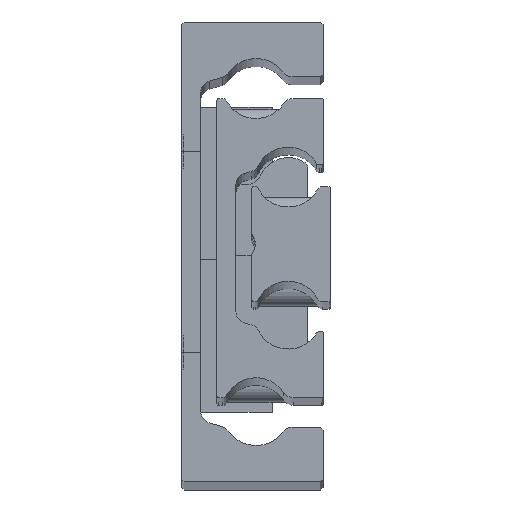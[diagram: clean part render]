
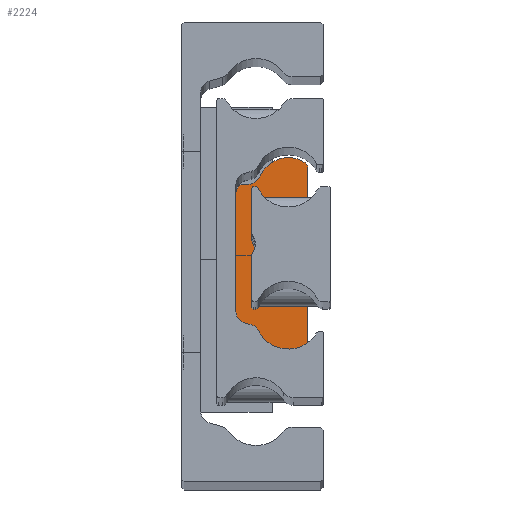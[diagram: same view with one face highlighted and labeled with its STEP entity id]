
A CAD part, top view. The second image highlights one B-rep face of the part: STEP entity #2224.
In plain terms, the highlighted planar face has unit normal (0, 0, 1).
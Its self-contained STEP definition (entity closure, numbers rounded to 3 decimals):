
#63 = VERTEX_POINT ( 'NONE', #3046 ) ;
#99 = VECTOR ( 'NONE', #729, 1000. ) ;
#117 = EDGE_CURVE ( 'NONE', #63, #3075, #5553, .T. ) ;
#133 = DIRECTION ( 'NONE',  ( -1., 0., 0. ) ) ;
#155 = CARTESIAN_POINT ( 'NONE',  ( 15.319, 0., 7.5 ) ) ;
#243 = AXIS2_PLACEMENT_3D ( 'NONE', #7055, #7712, #2168 ) ;
#260 = EDGE_CURVE ( 'NONE', #2268, #3266, #2970, .T. ) ;
#294 = CARTESIAN_POINT ( 'NONE',  ( 15.319, 0., 7.5 ) ) ;
#522 = CARTESIAN_POINT ( 'NONE',  ( 11.751, -3.4, 7.5 ) ) ;
#551 = EDGE_LOOP ( 'NONE', ( #2462, #4751, #4069, #2877, #2674, #7880, #1710, #7619, #744, #972, #5326, #4854, #6300 ) ) ;
#621 = CARTESIAN_POINT ( 'NONE',  ( -16.149, -0.442, 7.5 ) ) ;
#651 = DIRECTION ( 'NONE',  ( -1., 0., 0. ) ) ;
#662 = FACE_OUTER_BOUND ( 'NONE', #551, .T. ) ;
#717 = CARTESIAN_POINT ( 'NONE',  ( 10.926, -12.5, 7.5 ) ) ;
#729 = DIRECTION ( 'NONE',  ( -1., 0., 0. ) ) ;
#744 = ORIENTED_EDGE ( 'NONE', *, *, #1030, .T. ) ;
#752 = CARTESIAN_POINT ( 'NONE',  ( -12.426, -11., 7.5 ) ) ;
#808 = CIRCLE ( 'NONE', #6346, 1.5 ) ;
#813 = DIRECTION ( 'NONE',  ( -1., 0., 0. ) ) ;
#846 = DIRECTION ( 'NONE',  ( -1., 0., 0. ) ) ;
#940 = DIRECTION ( 'NONE',  ( 0., 0., 1. ) ) ;
#972 = ORIENTED_EDGE ( 'NONE', *, *, #6360, .T. ) ;
#1030 = EDGE_CURVE ( 'NONE', #1723, #7578, #4116, .T. ) ;
#1113 = VERTEX_POINT ( 'NONE', #752 ) ;
#1207 = EDGE_CURVE ( 'NONE', #3855, #63, #3725, .T. ) ;
#1308 = CARTESIAN_POINT ( 'NONE',  ( 15.319, -1., 7.5 ) ) ;
#1360 = AXIS2_PLACEMENT_3D ( 'NONE', #7175, #3465, #7098 ) ;
#1403 = DIRECTION ( 'NONE',  ( 0., 0., -1. ) ) ;
#1462 = AXIS2_PLACEMENT_3D ( 'NONE', #5219, #4743, #2821 ) ;
#1551 = VERTEX_POINT ( 'NONE', #717 ) ;
#1568 = CARTESIAN_POINT ( 'NONE',  ( -13.89, -8.249, 7.5 ) ) ;
#1710 = ORIENTED_EDGE ( 'NONE', *, *, #260, .T. ) ;
#1723 = VERTEX_POINT ( 'NONE', #1568 ) ;
#1855 = CARTESIAN_POINT ( 'NONE',  ( -10.926, -12.5, 7.5 ) ) ;
#2081 = CARTESIAN_POINT ( 'NONE',  ( 10.926, -11., 7.5 ) ) ;
#2091 = CARTESIAN_POINT ( 'NONE',  ( -17.051, -3.4, 7.5 ) ) ;
#2121 = VERTEX_POINT ( 'NONE', #7256 ) ;
#2146 = CARTESIAN_POINT ( 'NONE',  ( -12.416, -10.826, 7.5 ) ) ;
#2168 = DIRECTION ( 'NONE',  ( -1., 0., 0. ) ) ;
#2224 = ADVANCED_FACE ( 'NONE', ( #662 ), #6922, .T. ) ;
#2237 = CIRCLE ( 'NONE', #6879, 1. ) ;
#2239 = DIRECTION ( 'NONE',  ( -1., 0., 0. ) ) ;
#2268 = VERTEX_POINT ( 'NONE', #621 ) ;
#2445 = EDGE_CURVE ( 'NONE', #1551, #4606, #3887, .T. ) ;
#2462 = ORIENTED_EDGE ( 'NONE', *, *, #3140, .T. ) ;
#2480 = CIRCLE ( 'NONE', #5559, 5.3 ) ;
#2566 = DIRECTION ( 'NONE',  ( 0., 0., 1. ) ) ;
#2644 = DIRECTION ( 'NONE',  ( -1., 0., 0. ) ) ;
#2654 = CARTESIAN_POINT ( 'NONE',  ( -14.899, -10.536, 7.5 ) ) ;
#2670 = CARTESIAN_POINT ( 'NONE',  ( -15.319, -1., 7.5 ) ) ;
#2674 = ORIENTED_EDGE ( 'NONE', *, *, #5979, .T. ) ;
#2765 = EDGE_CURVE ( 'NONE', #3075, #3669, #7557, .T. ) ;
#2821 = DIRECTION ( 'NONE',  ( -1., 0., 0. ) ) ;
#2877 = ORIENTED_EDGE ( 'NONE', *, *, #2765, .T. ) ;
#2970 = CIRCLE ( 'NONE', #7497, 5.3 ) ;
#3000 = DIRECTION ( 'NONE',  ( -1., 0., 0. ) ) ;
#3046 = CARTESIAN_POINT ( 'NONE',  ( 13.89, -8.249, 7.5 ) ) ;
#3075 = VERTEX_POINT ( 'NONE', #3780 ) ;
#3140 = EDGE_CURVE ( 'NONE', #4606, #3855, #6251, .T. ) ;
#3266 = VERTEX_POINT ( 'NONE', #2091 ) ;
#3289 = EDGE_CURVE ( 'NONE', #1113, #5234, #808, .T. ) ;
#3365 = CARTESIAN_POINT ( 'NONE',  ( -11.751, -3.4, 7.5 ) ) ;
#3373 = DIRECTION ( 'NONE',  ( 0., 0., 1. ) ) ;
#3465 = DIRECTION ( 'NONE',  ( 0., 0., -1. ) ) ;
#3669 = VERTEX_POINT ( 'NONE', #294 ) ;
#3695 = EDGE_CURVE ( 'NONE', #3266, #1723, #2480, .T. ) ;
#3725 = CIRCLE ( 'NONE', #243, 2.5 ) ;
#3780 = CARTESIAN_POINT ( 'NONE',  ( 16.149, -0.442, 7.5 ) ) ;
#3855 = VERTEX_POINT ( 'NONE', #7209 ) ;
#3887 = CIRCLE ( 'NONE', #5282, 1.5 ) ;
#3941 = DIRECTION ( 'NONE',  ( 0., 0., 1. ) ) ;
#4069 = ORIENTED_EDGE ( 'NONE', *, *, #117, .T. ) ;
#4113 = LINE ( 'NONE', #7354, #5435 ) ;
#4116 = CIRCLE ( 'NONE', #5782, 2.5 ) ;
#4150 = AXIS2_PLACEMENT_3D ( 'NONE', #522, #7980, #3000 ) ;
#4266 = DIRECTION ( 'NONE',  ( 1., 0., 0. ) ) ;
#4546 = CARTESIAN_POINT ( 'NONE',  ( -10.926, -11., 7.5 ) ) ;
#4606 = VERTEX_POINT ( 'NONE', #5019 ) ;
#4743 = DIRECTION ( 'NONE',  ( 0., 0., 1. ) ) ;
#4751 = ORIENTED_EDGE ( 'NONE', *, *, #1207, .T. ) ;
#4854 = ORIENTED_EDGE ( 'NONE', *, *, #7810, .T. ) ;
#5019 = CARTESIAN_POINT ( 'NONE',  ( 12.416, -10.826, 7.5 ) ) ;
#5181 = DIRECTION ( 'NONE',  ( -1., 0., 0. ) ) ;
#5219 = CARTESIAN_POINT ( 'NONE',  ( -10.926, -11., 7.5 ) ) ;
#5234 = VERTEX_POINT ( 'NONE', #1855 ) ;
#5282 = AXIS2_PLACEMENT_3D ( 'NONE', #2081, #3373, #2644 ) ;
#5326 = ORIENTED_EDGE ( 'NONE', *, *, #3289, .T. ) ;
#5423 = CIRCLE ( 'NONE', #1462, 1.5 ) ;
#5435 = VECTOR ( 'NONE', #4266, 1000. ) ;
#5553 = CIRCLE ( 'NONE', #4150, 5.3 ) ;
#5559 = AXIS2_PLACEMENT_3D ( 'NONE', #6463, #940, #2239 ) ;
#5782 = AXIS2_PLACEMENT_3D ( 'NONE', #2654, #1403, #133 ) ;
#5979 = EDGE_CURVE ( 'NONE', #3669, #2121, #6259, .T. ) ;
#6092 = CARTESIAN_POINT ( 'NONE',  ( 15.319, -1., 7.5 ) ) ;
#6186 = DIRECTION ( 'NONE',  ( 1., 0., 0. ) ) ;
#6251 = CIRCLE ( 'NONE', #1360, 2.5 ) ;
#6259 = LINE ( 'NONE', #155, #99 ) ;
#6300 = ORIENTED_EDGE ( 'NONE', *, *, #2445, .T. ) ;
#6337 = DIRECTION ( 'NONE',  ( 0., 0., 1. ) ) ;
#6346 = AXIS2_PLACEMENT_3D ( 'NONE', #4546, #3941, #5181 ) ;
#6360 = EDGE_CURVE ( 'NONE', #7578, #1113, #5423, .T. ) ;
#6463 = CARTESIAN_POINT ( 'NONE',  ( -11.751, -3.4, 7.5 ) ) ;
#6576 = AXIS2_PLACEMENT_3D ( 'NONE', #1308, #2566, #6186 ) ;
#6637 = AXIS2_PLACEMENT_3D ( 'NONE', #6092, #6823, #651 ) ;
#6823 = DIRECTION ( 'NONE',  ( 0., 0., 1. ) ) ;
#6879 = AXIS2_PLACEMENT_3D ( 'NONE', #2670, #7614, #846 ) ;
#6922 = PLANE ( 'NONE',  #6576 ) ;
#7055 = CARTESIAN_POINT ( 'NONE',  ( 14.899, -10.536, 7.5 ) ) ;
#7098 = DIRECTION ( 'NONE',  ( -1., 0., 0. ) ) ;
#7175 = CARTESIAN_POINT ( 'NONE',  ( 14.899, -10.536, 7.5 ) ) ;
#7209 = CARTESIAN_POINT ( 'NONE',  ( 12.399, -10.536, 7.5 ) ) ;
#7256 = CARTESIAN_POINT ( 'NONE',  ( -15.319, 0., 7.5 ) ) ;
#7354 = CARTESIAN_POINT ( 'NONE',  ( 15.319, -12.5, 7.5 ) ) ;
#7497 = AXIS2_PLACEMENT_3D ( 'NONE', #3365, #6337, #813 ) ;
#7557 = CIRCLE ( 'NONE', #6637, 1. ) ;
#7578 = VERTEX_POINT ( 'NONE', #2146 ) ;
#7614 = DIRECTION ( 'NONE',  ( 0., 0., -1. ) ) ;
#7619 = ORIENTED_EDGE ( 'NONE', *, *, #3695, .T. ) ;
#7712 = DIRECTION ( 'NONE',  ( 0., 0., -1. ) ) ;
#7715 = EDGE_CURVE ( 'NONE', #2268, #2121, #2237, .T. ) ;
#7810 = EDGE_CURVE ( 'NONE', #5234, #1551, #4113, .T. ) ;
#7880 = ORIENTED_EDGE ( 'NONE', *, *, #7715, .F. ) ;
#7980 = DIRECTION ( 'NONE',  ( 0., 0., 1. ) ) ;
